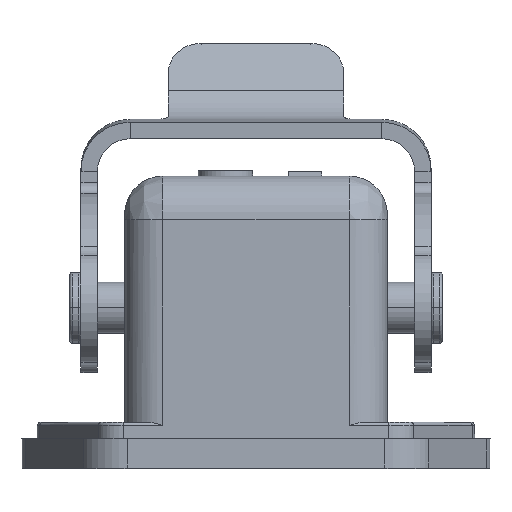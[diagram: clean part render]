
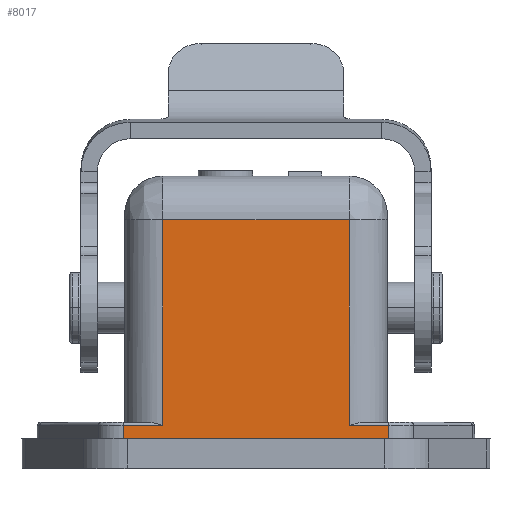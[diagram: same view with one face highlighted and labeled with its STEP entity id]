
A CAD part, top view. The second image highlights one B-rep face of the part: STEP entity #8017.
In plain terms, the highlighted planar face has unit normal (0, 0, 1).
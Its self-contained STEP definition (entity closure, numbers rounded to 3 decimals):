
#638=DIRECTION('',(-1.,0.,0.));
#639=VECTOR('',#638,24.275);
#640=CARTESIAN_POINT('',(12.137,0.,14.));
#641=LINE('',#640,#639);
#1939=DIRECTION('',(1.,0.,0.));
#1940=VECTOR('',#1939,17.);
#1941=CARTESIAN_POINT('',(-8.5,21.5,14.));
#1942=LINE('',#1941,#1940);
#2036=DIRECTION('',(0.,-1.,0.));
#2037=VECTOR('',#2036,2.7);
#2038=CARTESIAN_POINT('',(12.137,2.7,14.));
#2039=LINE('',#2038,#2037);
#2044=DIRECTION('',(0.,-1.,0.));
#2045=VECTOR('',#2044,18.8);
#2046=CARTESIAN_POINT('',(8.5,21.5,14.));
#2047=LINE('',#2046,#2045);
#2052=DIRECTION('',(1.,0.,0.));
#2053=VECTOR('',#2052,3.637);
#2054=CARTESIAN_POINT('',(8.5,2.7,14.));
#2055=LINE('',#2054,#2053);
#2105=DIRECTION('',(0.,1.,0.));
#2106=VECTOR('',#2105,2.7);
#2107=CARTESIAN_POINT('',(-12.137,0.,14.));
#2108=LINE('',#2107,#2106);
#2135=DIRECTION('',(1.,0.,0.));
#2136=VECTOR('',#2135,3.637);
#2137=CARTESIAN_POINT('',(-12.137,2.7,14.));
#2138=LINE('',#2137,#2136);
#2143=DIRECTION('',(0.,1.,0.));
#2144=VECTOR('',#2143,18.8);
#2145=CARTESIAN_POINT('',(-8.5,2.7,14.));
#2146=LINE('',#2145,#2144);
#4194=CARTESIAN_POINT('',(-8.5,21.5,14.));
#4195=VERTEX_POINT('',#4194);
#4304=CARTESIAN_POINT('',(-12.137,0.,14.));
#4305=CARTESIAN_POINT('',(-12.137,2.7,14.));
#4306=VERTEX_POINT('',#4304);
#4307=VERTEX_POINT('',#4305);
#4314=CARTESIAN_POINT('',(-8.5,2.7,14.));
#4315=VERTEX_POINT('',#4314);
#4328=CARTESIAN_POINT('',(8.5,21.5,14.));
#4329=VERTEX_POINT('',#4328);
#4348=CARTESIAN_POINT('',(12.137,2.7,14.));
#4349=CARTESIAN_POINT('',(12.137,0.,14.));
#4350=VERTEX_POINT('',#4348);
#4351=VERTEX_POINT('',#4349);
#4584=CARTESIAN_POINT('',(8.5,2.7,14.));
#4585=VERTEX_POINT('',#4584);
#7997=CARTESIAN_POINT('',(-12.137,0.,14.));
#7998=DIRECTION('',(0.,0.,1.));
#7999=DIRECTION('',(1.,0.,0.));
#8000=AXIS2_PLACEMENT_3D('',#7997,#7998,#7999);
#8001=PLANE('',#8000);
#8002=ORIENTED_EDGE('',*,*,#7835,.T.);
#8004=ORIENTED_EDGE('',*,*,#8003,.T.);
#8006=ORIENTED_EDGE('',*,*,#8005,.T.);
#8007=ORIENTED_EDGE('',*,*,#7989,.T.);
#8008=ORIENTED_EDGE('',*,*,#5971,.T.);
#8010=ORIENTED_EDGE('',*,*,#8009,.T.);
#8012=ORIENTED_EDGE('',*,*,#8011,.T.);
#8014=ORIENTED_EDGE('',*,*,#8013,.T.);
#8015=EDGE_LOOP('',(#8002,#8004,#8006,#8007,#8008,#8010,#8012,#8014));
#8016=FACE_OUTER_BOUND('',#8015,.F.);
#8017=ADVANCED_FACE('',(#8016),#8001,.T.);
#5971=EDGE_CURVE('',#4351,#4306,#641,.T.);
#7835=EDGE_CURVE('',#4195,#4329,#1942,.T.);
#7989=EDGE_CURVE('',#4350,#4351,#2039,.T.);
#8003=EDGE_CURVE('',#4329,#4585,#2047,.T.);
#8005=EDGE_CURVE('',#4585,#4350,#2055,.T.);
#8009=EDGE_CURVE('',#4306,#4307,#2108,.T.);
#8011=EDGE_CURVE('',#4307,#4315,#2138,.T.);
#8013=EDGE_CURVE('',#4315,#4195,#2146,.T.);
